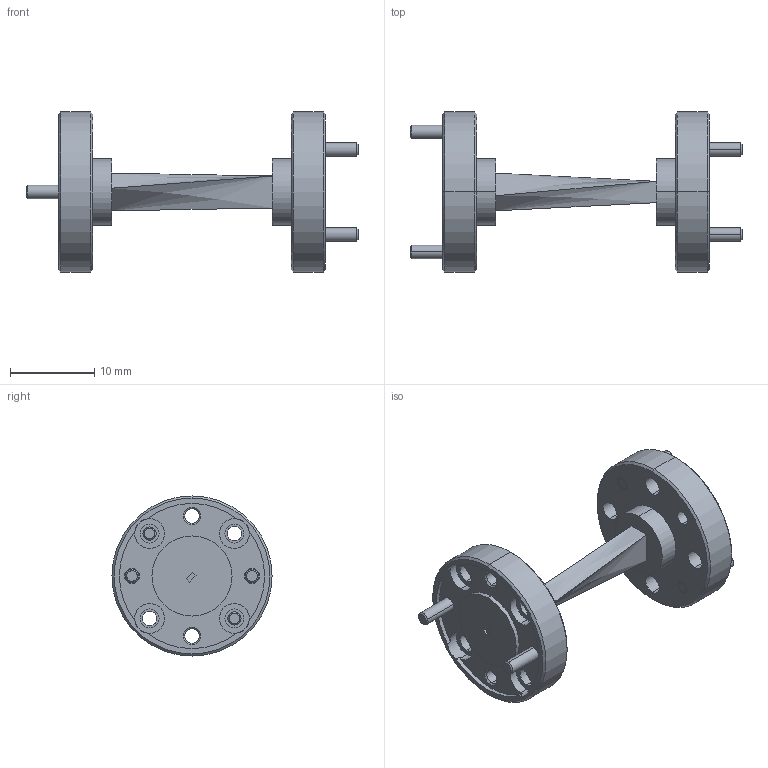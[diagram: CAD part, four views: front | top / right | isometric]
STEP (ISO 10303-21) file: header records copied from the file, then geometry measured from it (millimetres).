
FILE_DESCRIPTION (( 'STEP AP214' ), '1' );
FILE_NAME ('WB-T04-5-A, Defeatured.STEP', '2025-02-27T19:58:42', ( '' ), ( '' ), 'SwSTEP 2.0', 'SolidWorks 2021', '' );
FILE_SCHEMA (( 'AUTOMOTIVE_DESIGN' ));
Length unit declared in the file: inch
Products named in the file (1): WB-T04-5-A, Defeatured
Bounding box: 39.5 x 19.05 x 19.05 mm (x, y, z)
Volume: 2370.4 mm3; surface area: 2452.6 mm2
Topology: 5 solids, 6 shells, 161 faces, 377 edges, 238 vertices
Faces by surface type: cylinder 77, cone 40, plane 38, bspline 6
Entity records: 4860 total; most frequent: DIRECTION 897, CARTESIAN_POINT 852, ORIENTED_EDGE 754, EDGE_CURVE 377, AXIS2_PLACEMENT_3D 366, VERTEX_POINT 238, CIRCLE 210, EDGE_LOOP 203
